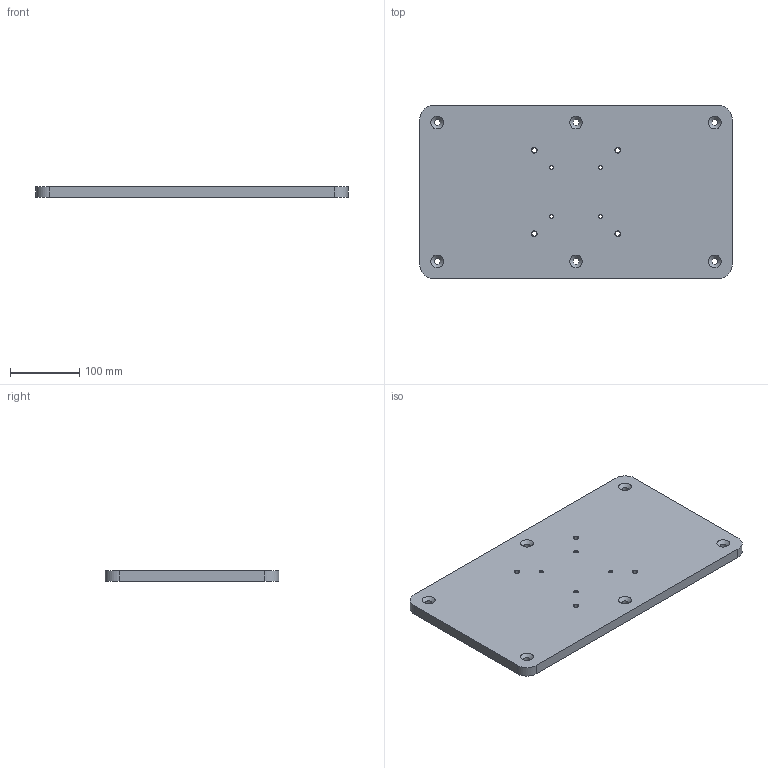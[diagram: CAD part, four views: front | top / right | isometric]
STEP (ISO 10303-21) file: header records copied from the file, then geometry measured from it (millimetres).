
FILE_DESCRIPTION(/* description */ (''),/* implementation_level */ '2;1');
FILE_NAME(/* name */ '002712_A_1-UR_BASE_PLATE.stp',/* time_stamp */ '2022-01-28T15:01:05+01:00',/* author */ (''),/* organization */ (''),/* preprocessor_version */ 'ST-DEVELOPER v18.101',/* originating_system */ 'SIEMENS PLM Software NX 2007',/* authorisation */ '');
FILE_SCHEMA (('AUTOMOTIVE_DESIGN { 1 0 10303 214 3 1 1 1 }'));
Length unit declared in the file: millimetre
Products named in the file (1): A_objects
Bounding box: 450 x 250 x 15 mm (x, y, z)
Volume: 1670749.7 mm3; surface area: 247916.2 mm2
Topology: 1 solids, 1 shells, 52 faces, 134 edges, 84 vertices
Faces by surface type: cone 28, cylinder 18, plane 6
Full cylindrical faces by diameter (mm): 5 x4, 6.8 x4, 9 x6
Entity records: 1364 total; most frequent: DIRECTION 250, CARTESIAN_POINT 205, ORIENTED_EDGE 160, EDGE_LOOP 122, AXIS2_PLACEMENT_3D 117, FACE_BOUND 114, EDGE_CURVE 80, VERTEX_POINT 72
